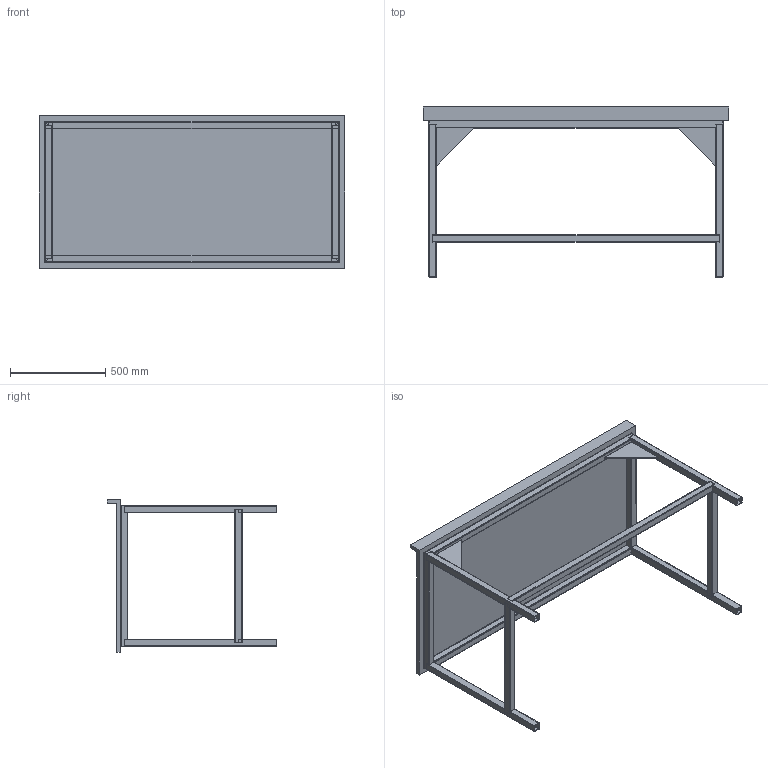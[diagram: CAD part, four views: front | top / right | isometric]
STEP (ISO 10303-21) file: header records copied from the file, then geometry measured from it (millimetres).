
FILE_DESCRIPTION(/* description */ (''),/* implementation_level */ '2;1');
FILE_NAME(/* name */ 'na4,5.stp',/* time_stamp */ '2023-06-13T12:09:56+02:00',/* author */ ('MateuszWawrzyniak'),/* organization */ (''),/* preprocessor_version */ 'ST-DEVELOPER v19',/* originating_system */ 'Autodesk Inventor 2023',/* authorisation */ '');
FILE_SCHEMA (('AUTOMOTIVE_DESIGN { 1 0 10303 214 3 1 1 }'));
Length unit declared in the file: millimetre
Products named in the file (17): na4,5; szkielet stolu; Frame 1686649538613; Skeleton 1686649538614; NF A 49-501 - 40x3.2 - 800; NF A 49-501 - 40x3.2 - 800_1; NF A 49-501 - 40x3.2 - 800_2; NF A 49-501 - 40x3.2 - 800_3; NF A 49-501 - 40x3.2 - 1540; NF A 49-501 - 40x3.2 - 1540_1; NF A 49-501 - 40x3.2 - 740; NF A 49-501 - 40x3.2 - 740_1; NF A 49-501 - 40x3.2 - 1500; NF A 49-501 - 40x3.2 - 700; NF A 49-501 - 40x3.2 - 700_1; blat; kat
Assembly tree (17 placements, depth 3):
  na4,5
    szkielet stolu
    Frame 1686649538613
      Skeleton 1686649538614
      NF A 49-501 - 40x3.2 - 800
      NF A 49-501 - 40x3.2 - 800_1
      NF A 49-501 - 40x3.2 - 800_2
      NF A 49-501 - 40x3.2 - 800_3
      NF A 49-501 - 40x3.2 - 1540
      NF A 49-501 - 40x3.2 - 1540_1
      NF A 49-501 - 40x3.2 - 740
      NF A 49-501 - 40x3.2 - 740_1
      NF A 49-501 - 40x3.2 - 1500
      NF A 49-501 - 40x3.2 - 700
      NF A 49-501 - 40x3.2 - 700_1
    blat
    kat  x2
Bounding box: 1600 x 889 x 800 mm (x, y, z)
Volume: 30758154.3 mm3; surface area: 5870346.9 mm2
Topology: 14 solids, 14 shells, 364 faces, 1017 edges, 674 vertices
Faces by surface type: plane 196, cylinder 168
Entity records: 12782 total; most frequent: CARTESIAN_POINT 2790, ORIENTED_EDGE 1992, DIRECTION 1983, EDGE_CURVE 996, LINE 663, VECTOR 663, AXIS2_PLACEMENT_3D 660, VERTEX_POINT 645
